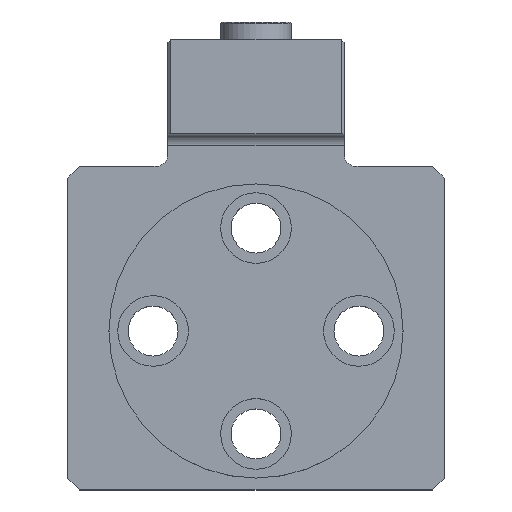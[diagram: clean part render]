
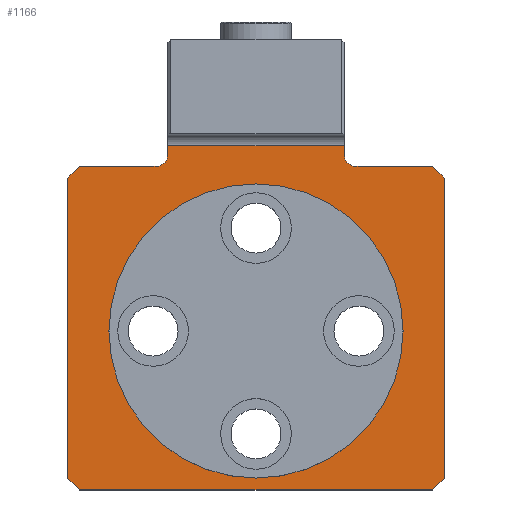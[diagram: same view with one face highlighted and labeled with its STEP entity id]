
A CAD part, top view. The second image highlights one B-rep face of the part: STEP entity #1166.
In plain terms, the highlighted planar face has unit normal (0, 0, 1).
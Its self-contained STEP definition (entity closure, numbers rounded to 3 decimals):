
#77=LINE('',#1970,#159);
#84=LINE('',#1988,#166);
#87=LINE('',#1999,#169);
#89=LINE('',#2004,#171);
#101=LINE('',#2026,#183);
#103=LINE('',#2029,#185);
#104=LINE('',#2033,#186);
#108=LINE('',#2039,#190);
#109=LINE('',#2042,#191);
#112=LINE('',#2052,#194);
#113=LINE('',#2054,#195);
#114=LINE('',#2056,#196);
#159=VECTOR('',#1613,10.);
#166=VECTOR('',#1630,10.);
#169=VECTOR('',#1641,10.);
#171=VECTOR('',#1645,10.);
#183=VECTOR('',#1661,10.);
#185=VECTOR('',#1665,10.);
#186=VECTOR('',#1668,10.);
#190=VECTOR('',#1674,10.);
#191=VECTOR('',#1677,10.);
#194=VECTOR('',#1690,10.);
#195=VECTOR('',#1693,10.);
#196=VECTOR('',#1696,10.);
#245=FACE_BOUND('',#386,.T.);
#302=FACE_OUTER_BOUND('',#385,.T.);
#385=EDGE_LOOP('',(#1020,#1021,#1022,#1023,#1024,#1025,#1026,#1027,#1028,
#1029,#1030,#1031,#1032,#1033));
#386=EDGE_LOOP('',(#1034));
#456=CIRCLE('',#1332,2.);
#458=CIRCLE('',#1336,2.);
#460=CIRCLE('',#1347,25.);
#547=VERTEX_POINT('',#1963);
#550=VERTEX_POINT('',#1968);
#553=VERTEX_POINT('',#1978);
#554=VERTEX_POINT('',#1980);
#556=VERTEX_POINT('',#1986);
#559=VERTEX_POINT('',#1993);
#560=VERTEX_POINT('',#1995);
#561=VERTEX_POINT('',#2002);
#562=VERTEX_POINT('',#2003);
#570=VERTEX_POINT('',#2025);
#571=VERTEX_POINT('',#2031);
#572=VERTEX_POINT('',#2032);
#573=VERTEX_POINT('',#2037);
#574=VERTEX_POINT('',#2041);
#576=VERTEX_POINT('',#2047);
#689=EDGE_CURVE('',#550,#547,#77,.T.);
#694=EDGE_CURVE('',#553,#554,#456,.T.);
#698=EDGE_CURVE('',#553,#556,#84,.T.);
#701=EDGE_CURVE('',#559,#560,#458,.T.);
#703=EDGE_CURVE('',#559,#547,#87,.T.);
#705=EDGE_CURVE('',#561,#562,#89,.T.);
#717=EDGE_CURVE('',#570,#562,#101,.T.);
#719=EDGE_CURVE('',#570,#556,#103,.T.);
#720=EDGE_CURVE('',#571,#572,#104,.T.);
#724=EDGE_CURVE('',#571,#573,#108,.T.);
#725=EDGE_CURVE('',#574,#573,#109,.T.);
#729=EDGE_CURVE('',#576,#576,#460,.T.);
#730=EDGE_CURVE('',#550,#554,#112,.T.);
#731=EDGE_CURVE('',#574,#560,#113,.T.);
#732=EDGE_CURVE('',#561,#572,#114,.T.);
#1020=ORIENTED_EDGE('',*,*,#689,.F.);
#1021=ORIENTED_EDGE('',*,*,#730,.T.);
#1022=ORIENTED_EDGE('',*,*,#694,.F.);
#1023=ORIENTED_EDGE('',*,*,#698,.T.);
#1024=ORIENTED_EDGE('',*,*,#719,.F.);
#1025=ORIENTED_EDGE('',*,*,#717,.T.);
#1026=ORIENTED_EDGE('',*,*,#705,.F.);
#1027=ORIENTED_EDGE('',*,*,#732,.T.);
#1028=ORIENTED_EDGE('',*,*,#720,.F.);
#1029=ORIENTED_EDGE('',*,*,#724,.T.);
#1030=ORIENTED_EDGE('',*,*,#725,.F.);
#1031=ORIENTED_EDGE('',*,*,#731,.T.);
#1032=ORIENTED_EDGE('',*,*,#701,.F.);
#1033=ORIENTED_EDGE('',*,*,#703,.T.);
#1034=ORIENTED_EDGE('',*,*,#729,.T.);
#1109=PLANE('',#1352);
#1166=ADVANCED_FACE('',(#302,#245),#1109,.T.);
#1332=AXIS2_PLACEMENT_3D('',#1981,#1623,#1624);
#1336=AXIS2_PLACEMENT_3D('',#1996,#1636,#1637);
#1347=AXIS2_PLACEMENT_3D('',#2049,#1684,#1685);
#1352=AXIS2_PLACEMENT_3D('',#2057,#1697,#1698);
#1613=DIRECTION('',(1.,0.,0.));
#1623=DIRECTION('center_axis',(0.,0.,1.));
#1624=DIRECTION('ref_axis',(0.707,-0.707,0.));
#1630=DIRECTION('',(-1.,0.,0.));
#1636=DIRECTION('center_axis',(0.,0.,1.));
#1637=DIRECTION('ref_axis',(-0.707,-0.707,0.));
#1641=DIRECTION('',(0.,1.,0.));
#1645=DIRECTION('',(-0.707,0.707,0.));
#1661=DIRECTION('',(0.,-1.,0.));
#1665=DIRECTION('',(0.707,0.707,0.));
#1668=DIRECTION('',(-0.707,-0.707,0.));
#1674=DIRECTION('',(0.,1.,0.));
#1677=DIRECTION('',(0.707,-0.707,0.));
#1684=DIRECTION('center_axis',(0.,0.,-1.));
#1685=DIRECTION('ref_axis',(-1.,0.,0.));
#1690=DIRECTION('',(0.,-1.,0.));
#1693=DIRECTION('',(-1.,0.,0.));
#1696=DIRECTION('',(1.,0.,0.));
#1697=DIRECTION('center_axis',(0.,0.,1.));
#1698=DIRECTION('ref_axis',(1.,0.,0.));
#1963=CARTESIAN_POINT('',(15.,31.,16.));
#1968=CARTESIAN_POINT('',(-15.,31.,16.));
#1970=CARTESIAN_POINT('',(-7.5,31.,16.));
#1978=CARTESIAN_POINT('',(-17.,27.5,16.));
#1980=CARTESIAN_POINT('',(-15.,29.5,16.));
#1981=CARTESIAN_POINT('Origin',(-17.,29.5,16.));
#1986=CARTESIAN_POINT('',(-30.,27.5,16.));
#1988=CARTESIAN_POINT('',(-15.,27.5,16.));
#1993=CARTESIAN_POINT('',(15.,29.5,16.));
#1995=CARTESIAN_POINT('',(17.,27.5,16.));
#1996=CARTESIAN_POINT('Origin',(17.,29.5,16.));
#1999=CARTESIAN_POINT('',(15.,27.5,16.));
#2002=CARTESIAN_POINT('',(-30.,-27.5,16.));
#2003=CARTESIAN_POINT('',(-32.,-25.5,16.));
#2004=CARTESIAN_POINT('',(-31.912,-25.588,16.));
#2025=CARTESIAN_POINT('',(-32.,25.5,16.));
#2026=CARTESIAN_POINT('',(-32.,27.5,16.));
#2029=CARTESIAN_POINT('',(-27.838,29.662,16.));
#2031=CARTESIAN_POINT('',(32.,-25.5,16.));
#2032=CARTESIAN_POINT('',(30.,-27.5,16.));
#2033=CARTESIAN_POINT('',(31.912,-25.588,16.));
#2037=CARTESIAN_POINT('',(32.,25.5,16.));
#2039=CARTESIAN_POINT('',(32.,-27.5,16.));
#2041=CARTESIAN_POINT('',(30.,27.5,16.));
#2042=CARTESIAN_POINT('',(27.838,29.662,16.));
#2047=CARTESIAN_POINT('',(25.,-0.5,16.));
#2049=CARTESIAN_POINT('Origin',(0.,-0.5,16.));
#2052=CARTESIAN_POINT('',(-15.,49.,16.));
#2054=CARTESIAN_POINT('',(32.,27.5,16.));
#2056=CARTESIAN_POINT('',(-32.,-27.5,16.));
#2057=CARTESIAN_POINT('Origin',(0.,8.149,16.));
